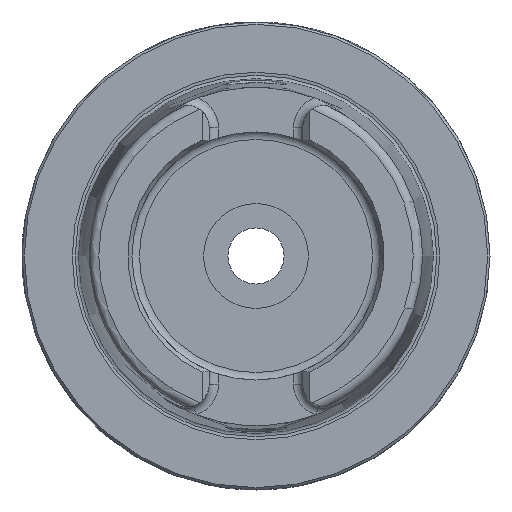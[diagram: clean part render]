
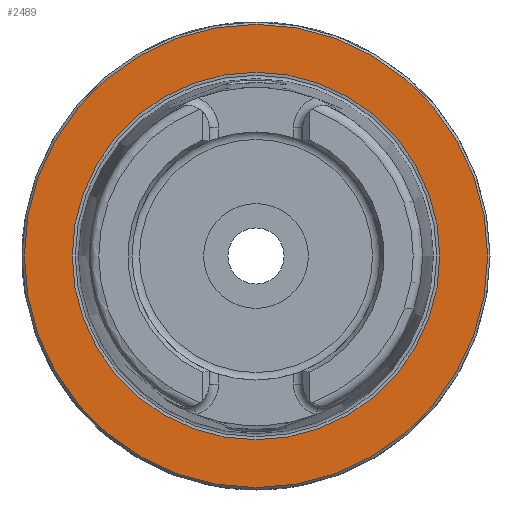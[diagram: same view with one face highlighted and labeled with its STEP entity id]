
A CAD part, left-side view. The second image highlights one B-rep face of the part: STEP entity #2489.
In plain terms, the highlighted planar face has unit normal (-1, 0, 0).
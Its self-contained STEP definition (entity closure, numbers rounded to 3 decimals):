
#82=FACE_BOUND('',#591,.T.);
#123=PLANE('',#2802);
#268=CIRCLE('',#2801,39.275);
#269=CIRCLE('',#2803,49.5);
#429=FACE_OUTER_BOUND('',#590,.T.);
#590=EDGE_LOOP('',(#2269));
#591=EDGE_LOOP('',(#2270));
#1180=VERTEX_POINT('',#5497);
#1181=VERTEX_POINT('',#5501);
#1548=EDGE_CURVE('',#1180,#1180,#268,.T.);
#1549=EDGE_CURVE('',#1181,#1181,#269,.T.);
#2269=ORIENTED_EDGE('',*,*,#1549,.F.);
#2270=ORIENTED_EDGE('',*,*,#1548,.T.);
#2489=ADVANCED_FACE('',(#429,#82),#123,.T.);
#2801=AXIS2_PLACEMENT_3D('',#5499,#3500,#3501);
#2802=AXIS2_PLACEMENT_3D('',#5500,#3502,#3503);
#2803=AXIS2_PLACEMENT_3D('',#5502,#3504,#3505);
#3500=DIRECTION('center_axis',(1.,0.,0.));
#3501=DIRECTION('ref_axis',(0.,0.,-1.));
#3502=DIRECTION('center_axis',(-1.,0.,0.));
#3503=DIRECTION('ref_axis',(0.,0.,1.));
#3504=DIRECTION('center_axis',(1.,0.,0.));
#3505=DIRECTION('ref_axis',(0.,0.,-1.));
#5497=CARTESIAN_POINT('',(0.,-39.275,0.));
#5499=CARTESIAN_POINT('Origin',(0.,0.,0.));
#5500=CARTESIAN_POINT('Origin',(0.,49.5,0.));
#5501=CARTESIAN_POINT('',(0.,-49.5,0.));
#5502=CARTESIAN_POINT('Origin',(0.,0.,0.));
